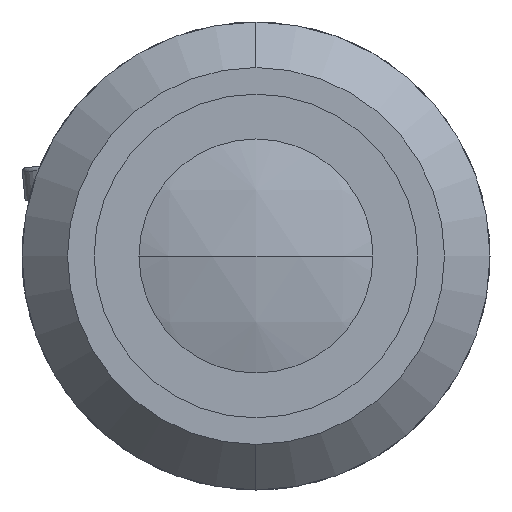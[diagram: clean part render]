
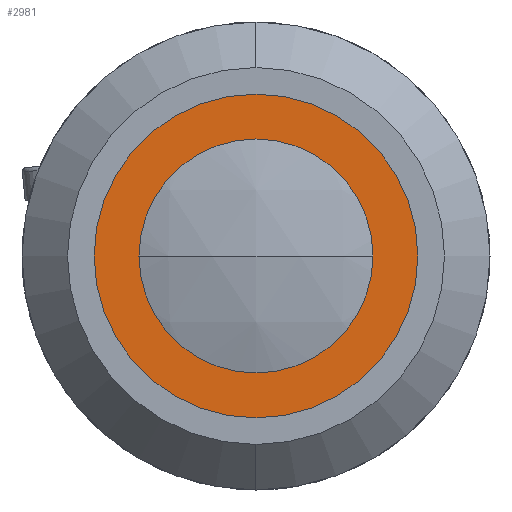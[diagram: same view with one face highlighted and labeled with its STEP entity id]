
A CAD part, left-side view. The second image highlights one B-rep face of the part: STEP entity #2981.
In plain terms, the highlighted planar face has unit normal (-1, 0, 0).
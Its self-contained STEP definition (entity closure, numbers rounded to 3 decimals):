
#7 = EDGE_CURVE ( 'NONE', #3137, #3083, #2645, .T. ) ;
#24 = FACE_BOUND ( 'NONE', #3513, .T. ) ;
#59 = CARTESIAN_POINT ( 'NONE',  ( 3.5, 0., 0. ) ) ;
#148 = AXIS2_PLACEMENT_3D ( 'NONE', #757, #1040, #2986 ) ;
#314 = AXIS2_PLACEMENT_3D ( 'NONE', #59, #2050, #365 ) ;
#320 = EDGE_CURVE ( 'NONE', #2963, #3050, #1444, .T. ) ;
#334 = DIRECTION ( 'NONE',  ( -1., 0., 0. ) ) ;
#365 = DIRECTION ( 'NONE',  ( 0., 0., 1. ) ) ;
#509 = CARTESIAN_POINT ( 'NONE',  ( 3.5, 0., 13.2 ) ) ;
#588 = EDGE_CURVE ( 'NONE', #3083, #3137, #645, .T. ) ;
#645 = CIRCLE ( 'NONE', #314, 9. ) ;
#684 = DIRECTION ( 'NONE',  ( -1., 0., 0. ) ) ;
#737 = ORIENTED_EDGE ( 'NONE', *, *, #7, .F. ) ;
#740 = ORIENTED_EDGE ( 'NONE', *, *, #588, .F. ) ;
#757 = CARTESIAN_POINT ( 'NONE',  ( 3.5, 13.2, 0. ) ) ;
#779 = ORIENTED_EDGE ( 'NONE', *, *, #3108, .T. ) ;
#785 = ORIENTED_EDGE ( 'NONE', *, *, #320, .T. ) ;
#1040 = DIRECTION ( 'NONE',  ( 1., 0., 0. ) ) ;
#1066 = AXIS2_PLACEMENT_3D ( 'NONE', #2017, #334, #2305 ) ;
#1284 = AXIS2_PLACEMENT_3D ( 'NONE', #2348, #684, #2620 ) ;
#1444 = CIRCLE ( 'NONE', #1284, 13.2 ) ;
#1496 = CARTESIAN_POINT ( 'NONE',  ( 3.5, 0., 9. ) ) ;
#1692 = DIRECTION ( 'NONE',  ( -1., 0., 0. ) ) ;
#1857 = CIRCLE ( 'NONE', #1066, 13.2 ) ;
#2011 = CARTESIAN_POINT ( 'NONE',  ( 3.5, 0., -9. ) ) ;
#2017 = CARTESIAN_POINT ( 'NONE',  ( 3.5, 0., 0. ) ) ;
#2050 = DIRECTION ( 'NONE',  ( -1., 0., 0. ) ) ;
#2283 = FACE_OUTER_BOUND ( 'NONE', #3451, .T. ) ;
#2305 = DIRECTION ( 'NONE',  ( 0., 0., 1. ) ) ;
#2348 = CARTESIAN_POINT ( 'NONE',  ( 3.5, 0., 0. ) ) ;
#2409 = PLANE ( 'NONE',  #148 ) ;
#2540 = CARTESIAN_POINT ( 'NONE',  ( 3.5, 0., 0. ) ) ;
#2618 = AXIS2_PLACEMENT_3D ( 'NONE', #2540, #1692, #3581 ) ;
#2620 = DIRECTION ( 'NONE',  ( 0., 0., 1. ) ) ;
#2645 = CIRCLE ( 'NONE', #2618, 9. ) ;
#2961 = CARTESIAN_POINT ( 'NONE',  ( 3.5, 0., -13.2 ) ) ;
#2963 = VERTEX_POINT ( 'NONE', #2961 ) ;
#2981 = ADVANCED_FACE ( 'NONE', ( #24, #2283 ), #2409, .F. ) ;
#2986 = DIRECTION ( 'NONE',  ( 0., 0., -1. ) ) ;
#3050 = VERTEX_POINT ( 'NONE', #509 ) ;
#3083 = VERTEX_POINT ( 'NONE', #2011 ) ;
#3108 = EDGE_CURVE ( 'NONE', #3050, #2963, #1857, .T. ) ;
#3137 = VERTEX_POINT ( 'NONE', #1496 ) ;
#3451 = EDGE_LOOP ( 'NONE', ( #779, #785 ) ) ;
#3513 = EDGE_LOOP ( 'NONE', ( #737, #740 ) ) ;
#3581 = DIRECTION ( 'NONE',  ( 0., 0., 1. ) ) ;
